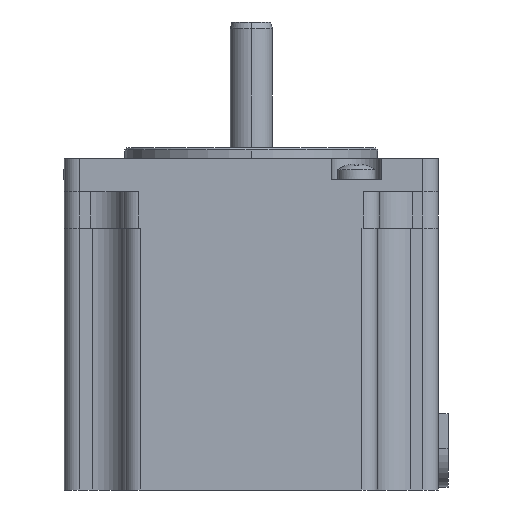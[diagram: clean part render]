
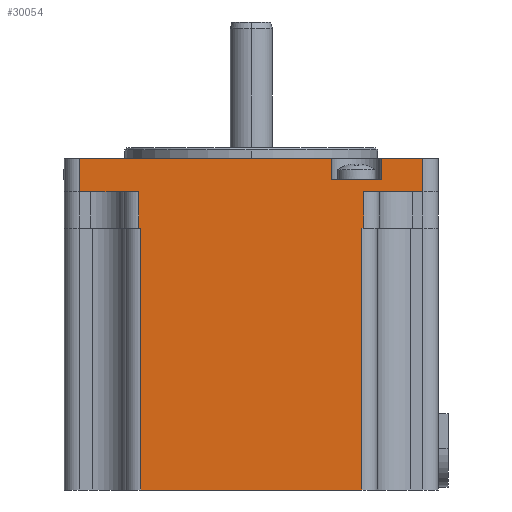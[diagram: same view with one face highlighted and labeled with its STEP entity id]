
A CAD part, left-side view. The second image highlights one B-rep face of the part: STEP entity #30054.
In plain terms, the highlighted planar face has unit normal (-1, 0, 0).
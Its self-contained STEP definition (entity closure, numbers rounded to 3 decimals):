
#24=DIRECTION('',(0.,-1.,0.));
#25=VECTOR('',#24,33.4);
#26=CARTESIAN_POINT('',(-28.2,16.7,0.));
#27=LINE('',#26,#25);
#159=DIRECTION('',(0.,-1.,0.));
#160=VECTOR('',#159,1.237);
#161=CARTESIAN_POINT('',(-28.2,-15.235,46.8));
#162=LINE('',#161,#160);
#163=DIRECTION('',(0.,-1.,0.));
#164=VECTOR('',#163,3.182);
#165=CARTESIAN_POINT('',(-28.2,-16.472,46.8));
#166=LINE('',#165,#164);
#167=DIRECTION('',(0.,0.,1.));
#168=VECTOR('',#167,3.2);
#169=CARTESIAN_POINT('',(-28.2,-19.653,46.8));
#170=LINE('',#169,#168);
#171=DIRECTION('',(0.,0.,-1.));
#172=VECTOR('',#171,5.);
#173=CARTESIAN_POINT('',(-28.2,-25.9,50.));
#174=LINE('',#173,#172);
#175=DIRECTION('',(0.,0.,-1.));
#176=VECTOR('',#175,5.5);
#177=CARTESIAN_POINT('',(-28.2,-17.,45.));
#178=LINE('',#177,#176);
#179=DIRECTION('',(0.,0.,-1.));
#180=VECTOR('',#179,5.5);
#181=CARTESIAN_POINT('',(-28.2,17.,45.));
#182=LINE('',#181,#180);
#183=DIRECTION('',(0.,0.,-1.));
#184=VECTOR('',#183,5.);
#185=CARTESIAN_POINT('',(-28.2,25.9,50.));
#186=LINE('',#185,#184);
#187=DIRECTION('',(0.,0.,1.));
#188=VECTOR('',#187,3.2);
#189=CARTESIAN_POINT('',(-28.2,-12.053,46.8));
#190=LINE('',#189,#188);
#191=DIRECTION('',(0.,-1.,0.));
#192=VECTOR('',#191,3.182);
#193=CARTESIAN_POINT('',(-28.2,-12.053,46.8));
#194=LINE('',#193,#192);
#480=DIRECTION('',(0.,0.,-1.));
#481=VECTOR('',#480,39.5);
#482=CARTESIAN_POINT('',(-28.2,16.7,39.5));
#483=LINE('',#482,#481);
#493=DIRECTION('',(0.,0.,1.));
#494=VECTOR('',#493,39.5);
#495=CARTESIAN_POINT('',(-28.2,-16.7,0.));
#496=LINE('',#495,#494);
#16162=DIRECTION('',(0.,-1.,0.));
#16163=VECTOR('',#16162,0.3);
#16164=CARTESIAN_POINT('',(-28.2,-16.7,39.5));
#16165=LINE('',#16164,#16163);
#16358=DIRECTION('',(0.,-1.,0.));
#16359=VECTOR('',#16358,8.9);
#16360=CARTESIAN_POINT('',(-28.2,-17.,45.));
#16361=LINE('',#16360,#16359);
#16394=DIRECTION('',(0.,-1.,0.));
#16395=VECTOR('',#16394,6.247);
#16396=CARTESIAN_POINT('',(-28.2,-19.653,50.));
#16397=LINE('',#16396,#16395);
#16411=DIRECTION('',(0.,-1.,0.));
#16412=VECTOR('',#16411,37.953);
#16413=CARTESIAN_POINT('',(-28.2,25.9,50.));
#16414=LINE('',#16413,#16412);
#22220=DIRECTION('',(0.,-1.,0.));
#22221=VECTOR('',#22220,8.9);
#22222=CARTESIAN_POINT('',(-28.2,25.9,45.));
#22223=LINE('',#22222,#22221);
#22311=DIRECTION('',(0.,-1.,0.));
#22312=VECTOR('',#22311,0.3);
#22313=CARTESIAN_POINT('',(-28.2,17.,39.5));
#22314=LINE('',#22313,#22312);
#22439=CARTESIAN_POINT('',(-28.2,16.7,0.));
#22441=VERTEX_POINT('',#22439);
#22444=CARTESIAN_POINT('',(-28.2,-16.7,0.));
#22446=VERTEX_POINT('',#22444);
#28935=CARTESIAN_POINT('',(-28.2,17.,39.5));
#28937=VERTEX_POINT('',#28935);
#28952=CARTESIAN_POINT('',(-28.2,-17.,39.5));
#28954=VERTEX_POINT('',#28952);
#28993=CARTESIAN_POINT('',(-28.2,17.,45.));
#28994=VERTEX_POINT('',#28993);
#29001=CARTESIAN_POINT('',(-28.2,-17.,45.));
#29002=VERTEX_POINT('',#29001);
#29035=CARTESIAN_POINT('',(-28.2,25.9,45.));
#29037=VERTEX_POINT('',#29035);
#29041=CARTESIAN_POINT('',(-28.2,25.9,50.));
#29042=VERTEX_POINT('',#29041);
#29044=CARTESIAN_POINT('',(-28.2,-25.9,45.));
#29046=VERTEX_POINT('',#29044);
#29047=CARTESIAN_POINT('',(-28.2,-25.9,50.));
#29048=VERTEX_POINT('',#29047);
#29111=CARTESIAN_POINT('',(-28.2,-19.653,46.8));
#29112=CARTESIAN_POINT('',(-28.2,-19.653,50.));
#29113=VERTEX_POINT('',#29111);
#29114=VERTEX_POINT('',#29112);
#29115=CARTESIAN_POINT('',(-28.2,-12.053,46.8));
#29116=CARTESIAN_POINT('',(-28.2,-12.053,50.));
#29117=VERTEX_POINT('',#29115);
#29118=VERTEX_POINT('',#29116);
#29241=CARTESIAN_POINT('',(-28.2,16.7,39.5));
#29242=VERTEX_POINT('',#29241);
#29243=CARTESIAN_POINT('',(-28.2,-16.7,39.5));
#29244=VERTEX_POINT('',#29243);
#29855=CARTESIAN_POINT('',(-28.2,-16.472,46.8));
#29856=CARTESIAN_POINT('',(-28.2,-15.235,46.8));
#29857=VERTEX_POINT('',#29855);
#29858=VERTEX_POINT('',#29856);
#30012=CARTESIAN_POINT('',(-28.2,19.,0.));
#30013=DIRECTION('',(-1.,0.,0.));
#30014=DIRECTION('',(0.,-1.,0.));
#30015=AXIS2_PLACEMENT_3D('',#30012,#30013,#30014);
#30016=PLANE('',#30015);
#30018=ORIENTED_EDGE('',*,*,#30017,.T.);
#30020=ORIENTED_EDGE('',*,*,#30019,.T.);
#30022=ORIENTED_EDGE('',*,*,#30021,.T.);
#30024=ORIENTED_EDGE('',*,*,#30023,.T.);
#30026=ORIENTED_EDGE('',*,*,#30025,.T.);
#30028=ORIENTED_EDGE('',*,*,#30027,.F.);
#30030=ORIENTED_EDGE('',*,*,#30029,.T.);
#30032=ORIENTED_EDGE('',*,*,#30031,.F.);
#30034=ORIENTED_EDGE('',*,*,#30033,.F.);
#30035=ORIENTED_EDGE('',*,*,#29941,.F.);
#30037=ORIENTED_EDGE('',*,*,#30036,.F.);
#30039=ORIENTED_EDGE('',*,*,#30038,.F.);
#30041=ORIENTED_EDGE('',*,*,#30040,.F.);
#30043=ORIENTED_EDGE('',*,*,#30042,.F.);
#30045=ORIENTED_EDGE('',*,*,#30044,.F.);
#30047=ORIENTED_EDGE('',*,*,#30046,.T.);
#30049=ORIENTED_EDGE('',*,*,#30048,.F.);
#30051=ORIENTED_EDGE('',*,*,#30050,.T.);
#30052=EDGE_LOOP('',(#30018,#30020,#30022,#30024,#30026,#30028,#30030,#30032,
#30034,#30035,#30037,#30039,#30041,#30043,#30045,#30047,#30049,#30051));
#30053=FACE_OUTER_BOUND('',#30052,.F.);
#30054=ADVANCED_FACE('',(#30053),#30016,.T.);
#29941=EDGE_CURVE('',#22441,#22446,#27,.T.);
#30017=EDGE_CURVE('',#29858,#29857,#162,.T.);
#30019=EDGE_CURVE('',#29857,#29113,#166,.T.);
#30021=EDGE_CURVE('',#29113,#29114,#170,.T.);
#30023=EDGE_CURVE('',#29114,#29048,#16397,.T.);
#30025=EDGE_CURVE('',#29048,#29046,#174,.T.);
#30027=EDGE_CURVE('',#29002,#29046,#16361,.T.);
#30029=EDGE_CURVE('',#29002,#28954,#178,.T.);
#30031=EDGE_CURVE('',#29244,#28954,#16165,.T.);
#30033=EDGE_CURVE('',#22446,#29244,#496,.T.);
#30036=EDGE_CURVE('',#29242,#22441,#483,.T.);
#30038=EDGE_CURVE('',#28937,#29242,#22314,.T.);
#30040=EDGE_CURVE('',#28994,#28937,#182,.T.);
#30042=EDGE_CURVE('',#29037,#28994,#22223,.T.);
#30044=EDGE_CURVE('',#29042,#29037,#186,.T.);
#30046=EDGE_CURVE('',#29042,#29118,#16414,.T.);
#30048=EDGE_CURVE('',#29117,#29118,#190,.T.);
#30050=EDGE_CURVE('',#29117,#29858,#194,.T.);
